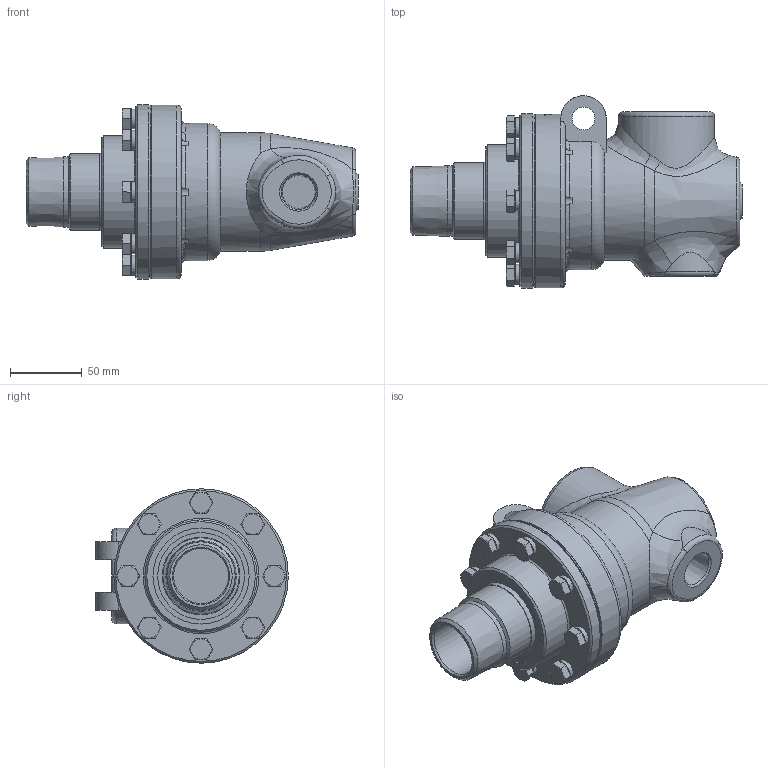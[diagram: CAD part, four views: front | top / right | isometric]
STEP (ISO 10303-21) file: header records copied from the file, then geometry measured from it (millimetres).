
FILE_DESCRIPTION(/* description */ (''),/* implementation_level */ '2;1');
FILE_NAME(/* name */ 'BC-54000-24-50B-IC.stp',/* time_stamp */ '2020-05-18T16:08:44-05:00',/* author */ ('Moorera'),/* organization */ (''),/* preprocessor_version */ 'ST-DEVELOPER v18.1',/* originating_system */ 'Autodesk Inventor 2020',/* authorisation */ '');
FILE_SCHEMA (('AUTOMOTIVE_DESIGN { 1 0 10303 214 3 1 1 }'));
Products named in the file (1): BC-54000-24-50B-IC
Bounding box: 230.6 x 133.73 x 121.16 mm (x, y, z)
Volume: 1235775.2 mm3; surface area: 112945.6 mm2
Topology: 1 solids, 1 shells, 747 faces, 1928 edges, 1252 vertices
Faces by surface type: plane 315, bspline 210, cylinder 119, cone 85, torus 18
Full cylindrical faces by diameter (mm): 7.798 x8, 9.525 x8, 10.668 x8, 10.922 x8, 14.275 x8, 15.748 x2, 23.012 x1, 38.1 x1, 43.51 x1, 48.889 x1, 53.1 x1, 53.95 x1, 60.325 x1, 66.548 x1, 66.751 x1, 77.978 x1, 119.634 x1, 120.65 x1, 121.158 x1
Entity records: 68235 total; most frequent: CARTESIAN_POINT 50514, ORIENTED_EDGE 3856, DIRECTION 3220, EDGE_CURVE 1928, VERTEX_POINT 1252, AXIS2_PLACEMENT_3D 1245, EDGE_LOOP 836, FACE_OUTER_BOUND 747
